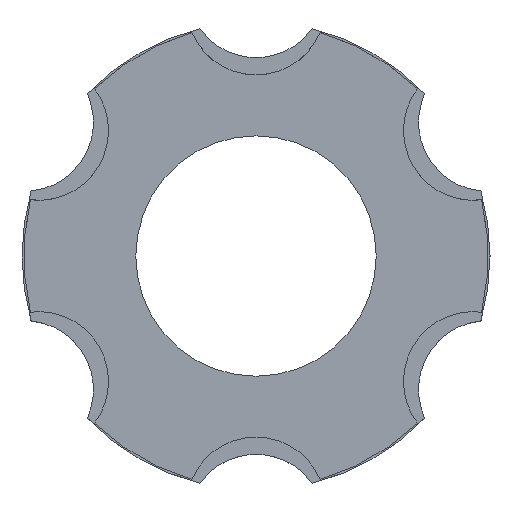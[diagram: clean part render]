
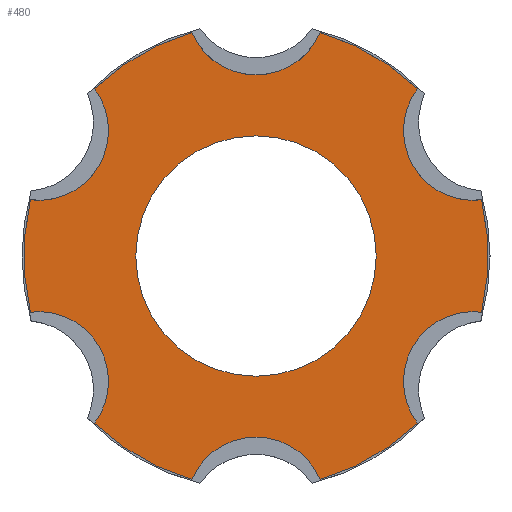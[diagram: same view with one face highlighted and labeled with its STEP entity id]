
A CAD part, top view. The second image highlights one B-rep face of the part: STEP entity #480.
In plain terms, the highlighted planar face has unit normal (0, 0, 1).
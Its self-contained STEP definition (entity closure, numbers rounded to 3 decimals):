
#90=FACE_BOUND('',#122,.T.);
#93=FACE_OUTER_BOUND('',#121,.T.);
#121=EDGE_LOOP('',(#327,#328,#329,#330,#331,#332,#333,#334,#335,#336,#337,
#338));
#122=EDGE_LOOP('',(#339));
#152=CIRCLE('',#523,8.704);
#153=CIRCLE('',#524,29.);
#154=CIRCLE('',#525,8.704);
#155=CIRCLE('',#526,29.);
#156=CIRCLE('',#527,8.704);
#157=CIRCLE('',#528,29.);
#158=CIRCLE('',#529,8.704);
#159=CIRCLE('',#530,29.);
#160=CIRCLE('',#531,8.704);
#161=CIRCLE('',#532,29.);
#162=CIRCLE('',#533,8.704);
#163=CIRCLE('',#534,29.);
#164=CIRCLE('',#535,15.);
#202=VERTEX_POINT('',#785);
#203=VERTEX_POINT('',#786);
#204=VERTEX_POINT('',#788);
#205=VERTEX_POINT('',#790);
#206=VERTEX_POINT('',#792);
#207=VERTEX_POINT('',#794);
#208=VERTEX_POINT('',#796);
#209=VERTEX_POINT('',#798);
#210=VERTEX_POINT('',#800);
#211=VERTEX_POINT('',#802);
#212=VERTEX_POINT('',#804);
#213=VERTEX_POINT('',#806);
#214=VERTEX_POINT('',#809);
#252=EDGE_CURVE('',#202,#203,#152,.T.);
#253=EDGE_CURVE('',#204,#202,#153,.T.);
#254=EDGE_CURVE('',#205,#204,#154,.T.);
#255=EDGE_CURVE('',#206,#205,#155,.T.);
#256=EDGE_CURVE('',#207,#206,#156,.T.);
#257=EDGE_CURVE('',#208,#207,#157,.T.);
#258=EDGE_CURVE('',#209,#208,#158,.T.);
#259=EDGE_CURVE('',#210,#209,#159,.T.);
#260=EDGE_CURVE('',#211,#210,#160,.T.);
#261=EDGE_CURVE('',#212,#211,#161,.T.);
#262=EDGE_CURVE('',#213,#212,#162,.T.);
#263=EDGE_CURVE('',#203,#213,#163,.T.);
#264=EDGE_CURVE('',#214,#214,#164,.T.);
#327=ORIENTED_EDGE('',*,*,#252,.F.);
#328=ORIENTED_EDGE('',*,*,#253,.F.);
#329=ORIENTED_EDGE('',*,*,#254,.F.);
#330=ORIENTED_EDGE('',*,*,#255,.F.);
#331=ORIENTED_EDGE('',*,*,#256,.F.);
#332=ORIENTED_EDGE('',*,*,#257,.F.);
#333=ORIENTED_EDGE('',*,*,#258,.F.);
#334=ORIENTED_EDGE('',*,*,#259,.F.);
#335=ORIENTED_EDGE('',*,*,#260,.F.);
#336=ORIENTED_EDGE('',*,*,#261,.F.);
#337=ORIENTED_EDGE('',*,*,#262,.F.);
#338=ORIENTED_EDGE('',*,*,#263,.F.);
#339=ORIENTED_EDGE('',*,*,#264,.T.);
#477=PLANE('',#522);
#480=ADVANCED_FACE('',(#93,#90),#477,.T.);
#522=AXIS2_PLACEMENT_3D('',#784,#602,#603);
#523=AXIS2_PLACEMENT_3D('',#787,#604,#605);
#524=AXIS2_PLACEMENT_3D('',#789,#606,#607);
#525=AXIS2_PLACEMENT_3D('',#791,#608,#609);
#526=AXIS2_PLACEMENT_3D('',#793,#610,#611);
#527=AXIS2_PLACEMENT_3D('',#795,#612,#613);
#528=AXIS2_PLACEMENT_3D('',#797,#614,#615);
#529=AXIS2_PLACEMENT_3D('',#799,#616,#617);
#530=AXIS2_PLACEMENT_3D('',#801,#618,#619);
#531=AXIS2_PLACEMENT_3D('',#803,#620,#621);
#532=AXIS2_PLACEMENT_3D('',#805,#622,#623);
#533=AXIS2_PLACEMENT_3D('',#807,#624,#625);
#534=AXIS2_PLACEMENT_3D('',#808,#626,#627);
#535=AXIS2_PLACEMENT_3D('',#810,#628,#629);
#602=DIRECTION('center_axis',(0.,0.,1.));
#603=DIRECTION('ref_axis',(1.,0.,0.));
#604=DIRECTION('center_axis',(0.,0.,1.));
#605=DIRECTION('ref_axis',(-0.118,-0.993,0.));
#606=DIRECTION('center_axis',(0.,0.,-1.));
#607=DIRECTION('ref_axis',(-0.97,0.242,0.));
#608=DIRECTION('center_axis',(0.,0.,1.));
#609=DIRECTION('ref_axis',(0.801,-0.599,0.));
#610=DIRECTION('center_axis',(0.,0.,-1.));
#611=DIRECTION('ref_axis',(-0.694,-0.72,0.));
#612=DIRECTION('center_axis',(0.,0.,1.));
#613=DIRECTION('ref_axis',(0.919,0.394,0.));
#614=DIRECTION('center_axis',(0.,0.,-1.));
#615=DIRECTION('ref_axis',(0.276,-0.961,0.));
#616=DIRECTION('center_axis',(0.,0.,1.));
#617=DIRECTION('ref_axis',(0.118,0.993,0.));
#618=DIRECTION('center_axis',(0.,0.,-1.));
#619=DIRECTION('ref_axis',(0.97,-0.242,0.));
#620=DIRECTION('center_axis',(0.,0.,1.));
#621=DIRECTION('ref_axis',(-0.801,0.599,0.));
#622=DIRECTION('center_axis',(0.,0.,-1.));
#623=DIRECTION('ref_axis',(0.694,0.72,0.));
#624=DIRECTION('center_axis',(0.,0.,1.));
#625=DIRECTION('ref_axis',(-0.919,-0.394,0.));
#626=DIRECTION('center_axis',(0.,0.,-1.));
#627=DIRECTION('ref_axis',(-0.276,0.961,0.));
#628=DIRECTION('center_axis',(0.,0.,-1.));
#629=DIRECTION('ref_axis',(1.,0.,0.));
#784=CARTESIAN_POINT('Origin',(0.,0.,0.));
#785=CARTESIAN_POINT('',(-28.14,7.009,0.));
#786=CARTESIAN_POINT('',(-20.14,20.866,0.));
#787=CARTESIAN_POINT('Origin',(-27.11,15.652,0.));
#788=CARTESIAN_POINT('',(-28.14,-7.009,0.));
#789=CARTESIAN_POINT('Origin',(0.,0.,0.));
#790=CARTESIAN_POINT('',(-20.14,-20.866,0.));
#791=CARTESIAN_POINT('Origin',(-27.11,-15.652,0.));
#792=CARTESIAN_POINT('',(-8.,-27.875,0.));
#793=CARTESIAN_POINT('Origin',(0.,0.,0.));
#794=CARTESIAN_POINT('',(8.,-27.875,0.));
#795=CARTESIAN_POINT('Origin',(0.,-31.304,
0.));
#796=CARTESIAN_POINT('',(20.14,-20.866,0.));
#797=CARTESIAN_POINT('Origin',(0.,0.,0.));
#798=CARTESIAN_POINT('',(28.14,-7.009,0.));
#799=CARTESIAN_POINT('Origin',(27.11,-15.652,0.));
#800=CARTESIAN_POINT('',(28.14,7.009,0.));
#801=CARTESIAN_POINT('Origin',(0.,0.,0.));
#802=CARTESIAN_POINT('',(20.14,20.866,0.));
#803=CARTESIAN_POINT('Origin',(27.11,15.652,0.));
#804=CARTESIAN_POINT('',(8.,27.875,0.));
#805=CARTESIAN_POINT('Origin',(0.,0.,0.));
#806=CARTESIAN_POINT('',(-8.,27.875,0.));
#807=CARTESIAN_POINT('Origin',(0.,31.304,0.));
#808=CARTESIAN_POINT('Origin',(0.,0.,0.));
#809=CARTESIAN_POINT('',(-15.,0.,0.));
#810=CARTESIAN_POINT('Origin',(0.,0.,0.));
